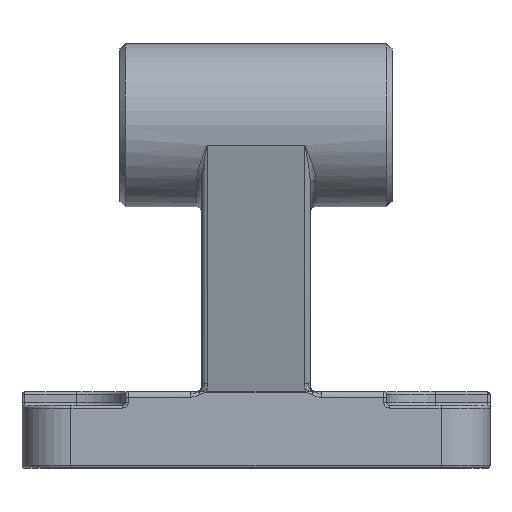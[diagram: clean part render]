
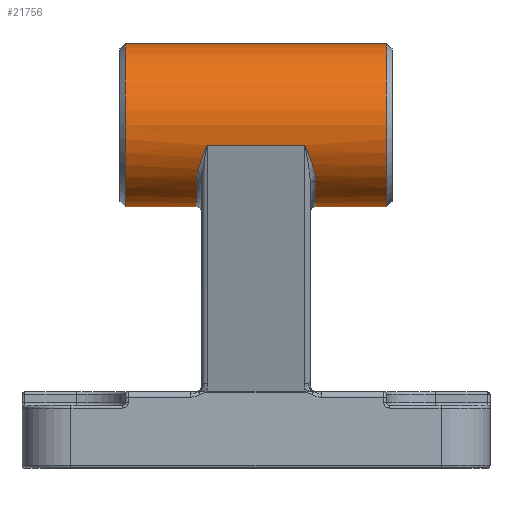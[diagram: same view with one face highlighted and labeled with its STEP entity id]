
A CAD part, top view. The second image highlights one B-rep face of the part: STEP entity #21756.
In plain terms, the highlighted cylindrical face has radius 15 mm (diameter 30 mm), a full revolution.
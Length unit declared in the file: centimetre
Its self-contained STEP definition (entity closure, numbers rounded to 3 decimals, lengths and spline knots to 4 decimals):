
#145=CYLINDRICAL_SURFACE($,#22409,1.5);
#405=CIRCLE($,#22408,1.5);
#406=CIRCLE($,#22410,1.5);
#407=CIRCLE($,#22411,1.5);
#408=CIRCLE($,#22412,1.5);
#722=FACE_BOUND($,#5334,.T.);
#723=FACE_BOUND($,#5335,.T.);
#2244=B_SPLINE_CURVE_WITH_KNOTS($,3,(#44948,#44949,#44950,#44951,#44952,
#44953,#44954,#44955,#44956,#44957,#44958,#44959),.UNSPECIFIED.,.F.,.F.,
(4,1,1,1,1,1,1,2,4),(0.,0.1663,0.3326,0.499,
0.5821,0.6653,0.7484,0.8316,
0.8332),.UNSPECIFIED.);
#2245=B_SPLINE_CURVE_WITH_KNOTS($,3,(#44963,#44964,#44965,#44966,#44967,
#44968,#44969,#44970),.UNSPECIFIED.,.F.,.F.,(4,2,1,1,4),(-0.0016,
0.,0.499,0.6653,0.8316),.UNSPECIFIED.);
#2246=B_SPLINE_CURVE_WITH_KNOTS($,3,(#44974,#44975,#44976,#44977,#44978,
#44979,#44980,#44981,#44982,#44983,#44984,#44985),.UNSPECIFIED.,.F.,.F.,
(4,1,1,1,1,1,1,2,4),(0.,0.1663,0.3326,
0.499,0.5821,0.6653,0.7484,
0.8316,0.8332),.UNSPECIFIED.);
#2247=B_SPLINE_CURVE_WITH_KNOTS($,3,(#44989,#44990,#44991,#44992,#44993,
#44994,#44995,#44996),.UNSPECIFIED.,.F.,.F.,(4,2,1,1,4),(-0.0016,
0.,0.3326,0.499,0.8316),.UNSPECIFIED.);
#4028=FACE_OUTER_BOUND($,#5333,.T.);
#5333=EDGE_LOOP($,(#19313));
#5334=EDGE_LOOP($,(#19314,#19315,#19316,#19317,#19318,#19319,#19320,#19321));
#5335=EDGE_LOOP($,(#19322));
#6800=LINE($,#44972,#8181);
#6801=LINE($,#44997,#8182);
#8181=VECTOR($,#24874,1.8);
#8182=VECTOR($,#24877,1.8);
#10210=VERTEX_POINT($,#44941);
#10211=VERTEX_POINT($,#44944);
#10212=VERTEX_POINT($,#44946);
#10213=VERTEX_POINT($,#44947);
#10214=VERTEX_POINT($,#44960);
#10215=VERTEX_POINT($,#44962);
#10216=VERTEX_POINT($,#44971);
#10217=VERTEX_POINT($,#44973);
#10218=VERTEX_POINT($,#44986);
#10219=VERTEX_POINT($,#44988);
#13281=EDGE_CURVE($,#10210,#10210,#405,.T.);
#13282=EDGE_CURVE($,#10211,#10211,#406,.T.);
#13283=EDGE_CURVE($,#10212,#10213,#2244,.T.);
#13284=EDGE_CURVE($,#10214,#10212,#407,.T.);
#13285=EDGE_CURVE($,#10215,#10214,#2245,.T.);
#13286=EDGE_CURVE($,#10216,#10215,#6800,.T.);
#13287=EDGE_CURVE($,#10217,#10216,#2246,.T.);
#13288=EDGE_CURVE($,#10218,#10217,#408,.T.);
#13289=EDGE_CURVE($,#10219,#10218,#2247,.T.);
#13290=EDGE_CURVE($,#10219,#10213,#6801,.T.);
#19313=ORIENTED_EDGE($,*,*,#13282,.F.);
#19314=ORIENTED_EDGE($,*,*,#13283,.F.);
#19315=ORIENTED_EDGE($,*,*,#13284,.F.);
#19316=ORIENTED_EDGE($,*,*,#13285,.F.);
#19317=ORIENTED_EDGE($,*,*,#13286,.F.);
#19318=ORIENTED_EDGE($,*,*,#13287,.F.);
#19319=ORIENTED_EDGE($,*,*,#13288,.F.);
#19320=ORIENTED_EDGE($,*,*,#13289,.F.);
#19321=ORIENTED_EDGE($,*,*,#13290,.T.);
#19322=ORIENTED_EDGE($,*,*,#13281,.F.);
#21756=ADVANCED_FACE($,(#4028,#722,#723),#145,.T.);
#22408=AXIS2_PLACEMENT_3D($,#44942,#24866,#24867);
#22409=AXIS2_PLACEMENT_3D($,#44943,#24868,#24869);
#22410=AXIS2_PLACEMENT_3D($,#44945,#24870,#24871);
#22411=AXIS2_PLACEMENT_3D($,#44961,#24872,#24873);
#22412=AXIS2_PLACEMENT_3D($,#44987,#24875,#24876);
#24866=DIRECTION('center_axis',(-1.,0.,0.));
#24867=DIRECTION('ref_axis',(0.,-1.,0.));
#24868=DIRECTION('center_axis',(1.,0.,0.));
#24869=DIRECTION('ref_axis',(0.,-1.,0.));
#24870=DIRECTION('center_axis',(1.,0.,0.));
#24871=DIRECTION('ref_axis',(0.,-1.,0.));
#24872=DIRECTION('center_axis',(-1.,0.,0.));
#24873=DIRECTION('ref_axis',(0.,-0.898,-0.439));
#24874=DIRECTION($,(1.,0.,0.));
#24875=DIRECTION('center_axis',(1.,0.,0.));
#24876=DIRECTION('ref_axis',(0.,-0.898,-0.439));
#24877=DIRECTION($,(1.,0.,0.));
#44941=CARTESIAN_POINT('',(-2.4,7.8,2.7));
#44942=CARTESIAN_POINT('Origin',(-2.4,6.3,2.7));
#44943=CARTESIAN_POINT('Origin',(0.,6.3,2.7));
#44944=CARTESIAN_POINT('',(2.4,7.8,2.7));
#44945=CARTESIAN_POINT('Origin',(2.4,6.3,2.7));
#44946=CARTESIAN_POINT('',(1.1,5.2724,3.7927));
#44947=CARTESIAN_POINT('',(0.9,5.9298,4.1536));
#44948=CARTESIAN_POINT('Ctrl Pts',(1.1,5.2724,3.7927));
#44949=CARTESIAN_POINT('Ctrl Pts',(1.1,5.3102,3.8283));
#44950=CARTESIAN_POINT('Ctrl Pts',(1.0894,5.39,3.8958));
#44951=CARTESIAN_POINT('Ctrl Pts',(1.0549,5.5165,3.9821));
#44952=CARTESIAN_POINT('Ctrl Pts',(1.0167,5.6268,4.0421));
#44953=CARTESIAN_POINT('Ctrl Pts',(0.9826,5.7178,4.0831));
#44954=CARTESIAN_POINT('Ctrl Pts',(0.9558,5.7872,4.1103));
#44955=CARTESIAN_POINT('Ctrl Pts',(0.9283,5.8574,4.1339));
#44956=CARTESIAN_POINT('Ctrl Pts',(0.9098,5.9047,4.1472));
#44957=CARTESIAN_POINT('Ctrl Pts',(0.9003,5.9289,4.1534));
#44958=CARTESIAN_POINT('Ctrl Pts',(0.9002,5.9294,4.1535));
#44959=CARTESIAN_POINT('Ctrl Pts',(0.9,5.9298,4.1536));
#44960=CARTESIAN_POINT('',(1.1,6.5308,1.2179));
#44961=CARTESIAN_POINT('Origin',(1.1,6.3,2.7));
#44962=CARTESIAN_POINT('',(0.9,7.2195,1.5148));
#44963=CARTESIAN_POINT('Ctrl Pts',(0.9,7.2195,1.5148));
#44964=CARTESIAN_POINT('Ctrl Pts',(0.9002,7.2191,1.5146));
#44965=CARTESIAN_POINT('Ctrl Pts',(0.9003,7.2187,1.5143));
#44966=CARTESIAN_POINT('Ctrl Pts',(0.9559,7.1021,1.424));
#44967=CARTESIAN_POINT('Ctrl Pts',(1.0318,6.9272,1.3252));
#44968=CARTESIAN_POINT('Ctrl Pts',(1.0895,6.6845,1.2474));
#44969=CARTESIAN_POINT('Ctrl Pts',(1.1,6.5821,1.2259));
#44970=CARTESIAN_POINT('Ctrl Pts',(1.1,6.5308,1.2179));
#44971=CARTESIAN_POINT('',(-0.9,7.2195,1.5148));
#44972=CARTESIAN_POINT($,(-0.9,7.2195,1.5148));
#44973=CARTESIAN_POINT('',(-1.1,6.5308,1.2179));
#44974=CARTESIAN_POINT('Ctrl Pts',(-1.1,6.5308,1.2179));
#44975=CARTESIAN_POINT('Ctrl Pts',(-1.1,6.5821,1.2259));
#44976=CARTESIAN_POINT('Ctrl Pts',(-1.0894,6.6844,1.2473));
#44977=CARTESIAN_POINT('Ctrl Pts',(-1.0549,6.8302,1.2941));
#44978=CARTESIAN_POINT('Ctrl Pts',(-1.0167,6.9453,1.3443));
#44979=CARTESIAN_POINT('Ctrl Pts',(-0.9826,7.0336,
1.3909));
#44980=CARTESIAN_POINT('Ctrl Pts',(-0.9558,7.0976,
1.4289));
#44981=CARTESIAN_POINT('Ctrl Pts',(-0.9283,7.1594,
1.4699));
#44982=CARTESIAN_POINT('Ctrl Pts',(-0.9098,7.199,1.499));
#44983=CARTESIAN_POINT('Ctrl Pts',(-0.9003,7.2187,
1.5143));
#44984=CARTESIAN_POINT('Ctrl Pts',(-0.9002,7.2191,
1.5146));
#44985=CARTESIAN_POINT('Ctrl Pts',(-0.9,7.2195,1.5148));
#44986=CARTESIAN_POINT('',(-1.1,5.2724,3.7927));
#44987=CARTESIAN_POINT('Origin',(-1.1,6.3,2.7));
#44988=CARTESIAN_POINT('',(-0.9,5.9298,4.1536));
#44989=CARTESIAN_POINT('Ctrl Pts',(-0.9,5.9298,
4.1536));
#44990=CARTESIAN_POINT('Ctrl Pts',(-0.9002,5.9294,
4.1535));
#44991=CARTESIAN_POINT('Ctrl Pts',(-0.9003,5.9289,
4.1534));
#44992=CARTESIAN_POINT('Ctrl Pts',(-0.9375,5.8335,
4.129));
#44993=CARTESIAN_POINT('Ctrl Pts',(-0.9941,5.6927,
4.0778));
#44994=CARTESIAN_POINT('Ctrl Pts',(-1.0701,5.4725,3.9582));
#44995=CARTESIAN_POINT('Ctrl Pts',(-1.1,5.3481,3.8639));
#44996=CARTESIAN_POINT('Ctrl Pts',(-1.1,5.2724,3.7927));
#44997=CARTESIAN_POINT($,(-0.9,5.9298,4.1536));
